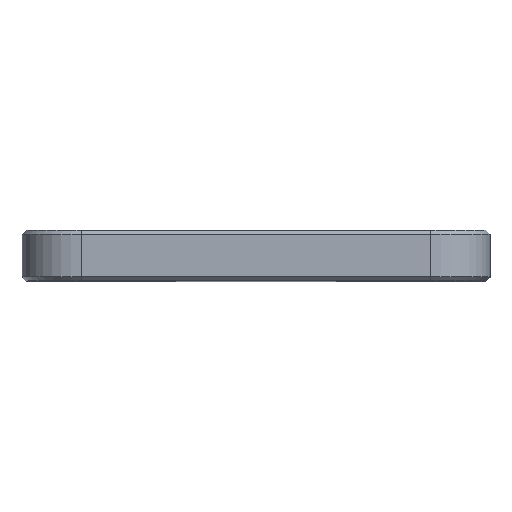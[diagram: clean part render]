
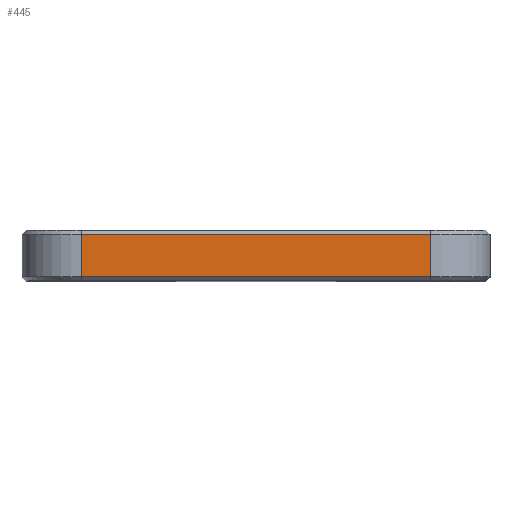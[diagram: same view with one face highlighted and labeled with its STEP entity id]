
A CAD part, top view. The second image highlights one B-rep face of the part: STEP entity #445.
In plain terms, the highlighted planar face has unit normal (0, 0, 1).
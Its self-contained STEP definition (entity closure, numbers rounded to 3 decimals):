
#91 = ORIENTED_EDGE ( 'NONE', *, *, #814, .T. ) ;
#157 = EDGE_LOOP ( 'NONE', ( #91, #1598, #2664, #1581 ) ) ;
#292 = DIRECTION ( 'NONE',  ( 0., 0., -1. ) ) ;
#314 = DIRECTION ( 'NONE',  ( -1., 0., 0. ) ) ;
#327 = CARTESIAN_POINT ( 'NONE',  ( -20.638, 6., 38.75 ) ) ;
#387 = CARTESIAN_POINT ( 'NONE',  ( -20.638, 5.5, 38.75 ) ) ;
#445 = ADVANCED_FACE ( 'NONE', ( #2036 ), #2328, .F. ) ;
#551 = LINE ( 'NONE', #1102, #3635 ) ;
#807 = EDGE_CURVE ( 'NONE', #2242, #3514, #2092, .T. ) ;
#814 = EDGE_CURVE ( 'NONE', #3514, #3470, #3269, .T. ) ;
#875 = DIRECTION ( 'NONE',  ( 0., -1., 0. ) ) ;
#929 = LINE ( 'NONE', #3510, #3385 ) ;
#1102 = CARTESIAN_POINT ( 'NONE',  ( 20.637, 6., 38.75 ) ) ;
#1538 = EDGE_CURVE ( 'NONE', #3470, #3082, #929, .T. ) ;
#1581 = ORIENTED_EDGE ( 'NONE', *, *, #807, .T. ) ;
#1598 = ORIENTED_EDGE ( 'NONE', *, *, #1538, .T. ) ;
#1719 = DIRECTION ( 'NONE',  ( 0., -1., 0. ) ) ;
#1726 = CARTESIAN_POINT ( 'NONE',  ( -20.638, 0.5, 38.75 ) ) ;
#1822 = DIRECTION ( 'NONE',  ( -1., 0., 0. ) ) ;
#1984 = CARTESIAN_POINT ( 'NONE',  ( 20.637, 5.5, 38.75 ) ) ;
#2036 = FACE_OUTER_BOUND ( 'NONE', #157, .T. ) ;
#2092 = LINE ( 'NONE', #387, #3627 ) ;
#2242 = VERTEX_POINT ( 'NONE', #1984 ) ;
#2328 = PLANE ( 'NONE',  #3478 ) ;
#2342 = EDGE_CURVE ( 'NONE', #2242, #3082, #551, .T. ) ;
#2404 = CARTESIAN_POINT ( 'NONE',  ( -20.638, 5.5, 38.75 ) ) ;
#2664 = ORIENTED_EDGE ( 'NONE', *, *, #2342, .F. ) ;
#2777 = VECTOR ( 'NONE', #875, 1000. ) ;
#3082 = VERTEX_POINT ( 'NONE', #3680 ) ;
#3198 = DIRECTION ( 'NONE',  ( 1., 0., 0. ) ) ;
#3269 = LINE ( 'NONE', #327, #2777 ) ;
#3294 = CARTESIAN_POINT ( 'NONE',  ( 0., 6., 38.75 ) ) ;
#3385 = VECTOR ( 'NONE', #3198, 1000. ) ;
#3470 = VERTEX_POINT ( 'NONE', #1726 ) ;
#3478 = AXIS2_PLACEMENT_3D ( 'NONE', #3294, #292, #314 ) ;
#3510 = CARTESIAN_POINT ( 'NONE',  ( 0., 0.5, 38.75 ) ) ;
#3514 = VERTEX_POINT ( 'NONE', #2404 ) ;
#3627 = VECTOR ( 'NONE', #1822, 1000. ) ;
#3635 = VECTOR ( 'NONE', #1719, 1000. ) ;
#3680 = CARTESIAN_POINT ( 'NONE',  ( 20.637, 0.5, 38.75 ) ) ;
